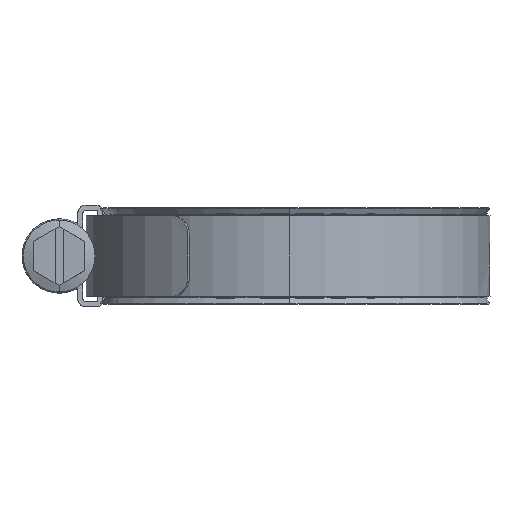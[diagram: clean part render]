
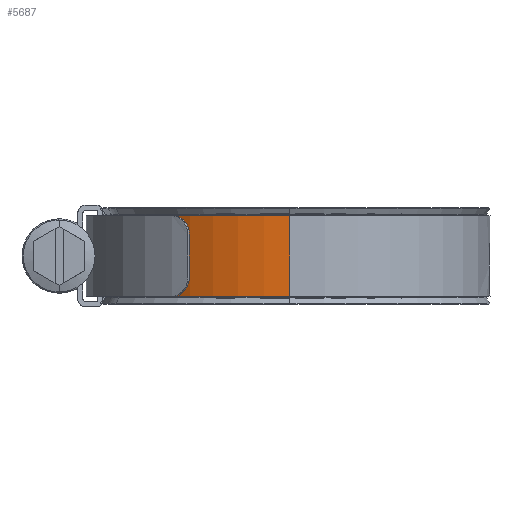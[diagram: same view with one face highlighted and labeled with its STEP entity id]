
A CAD part, left-side view. The second image highlights one B-rep face of the part: STEP entity #5687.
In plain terms, the highlighted cylindrical face has radius 31.53 mm (diameter 63.06 mm), a partial arc.
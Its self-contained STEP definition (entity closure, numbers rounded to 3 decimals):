
#172 = CARTESIAN_POINT ( 'NONE',  ( -31.53, 0., 6.35 ) ) ;
#223 = EDGE_CURVE ( 'NONE', #691, #529, #5577, .T. ) ;
#257 = DIRECTION ( 'NONE',  ( 0., 0., 1. ) ) ;
#365 = CARTESIAN_POINT ( 'NONE',  ( 0., 0., 6.35 ) ) ;
#529 = VERTEX_POINT ( 'NONE', #9584 ) ;
#644 = VERTEX_POINT ( 'NONE', #8682 ) ;
#691 = VERTEX_POINT ( 'NONE', #172 ) ;
#1006 = DIRECTION ( 'NONE',  ( 0., 0., -1. ) ) ;
#1980 = EDGE_CURVE ( 'NONE', #3538, #691, #4244, .T. ) ;
#2472 = FACE_OUTER_BOUND ( 'NONE', #3652, .T. ) ;
#2974 = ORIENTED_EDGE ( 'NONE', *, *, #223, .F. ) ;
#3538 = VERTEX_POINT ( 'NONE', #5906 ) ;
#3652 = EDGE_LOOP ( 'NONE', ( #2974, #12865, #11583, #7756 ) ) ;
#3661 = DIRECTION ( 'NONE',  ( 0., 0., 1. ) ) ;
#4244 = CIRCLE ( 'NONE', #7129, 31.53 ) ;
#5164 = EDGE_CURVE ( 'NONE', #3538, #644, #12854, .T. ) ;
#5237 = EDGE_CURVE ( 'NONE', #644, #529, #12918, .T. ) ;
#5577 = LINE ( 'NONE', #7867, #12340 ) ;
#5675 = CYLINDRICAL_SURFACE ( 'NONE', #10023, 31.53 ) ;
#5687 = ADVANCED_FACE ( 'NONE', ( #2472 ), #5675, .T. ) ;
#5906 = CARTESIAN_POINT ( 'NONE',  ( 0., 31.53, 6.35 ) ) ;
#6023 = VECTOR ( 'NONE', #13744, 1000. ) ;
#6686 = DIRECTION ( 'NONE',  ( 0., 0., -1. ) ) ;
#7129 = AXIS2_PLACEMENT_3D ( 'NONE', #9809, #257, #12040 ) ;
#7756 = ORIENTED_EDGE ( 'NONE', *, *, #5237, .T. ) ;
#7757 = CARTESIAN_POINT ( 'NONE',  ( 0., 0., -6.35 ) ) ;
#7839 = DIRECTION ( 'NONE',  ( -1., 0., 0. ) ) ;
#7867 = CARTESIAN_POINT ( 'NONE',  ( -31.53, 0., 6.35 ) ) ;
#8584 = CARTESIAN_POINT ( 'NONE',  ( 0., 31.53, 6.35 ) ) ;
#8682 = CARTESIAN_POINT ( 'NONE',  ( 0., 31.53, -6.35 ) ) ;
#9584 = CARTESIAN_POINT ( 'NONE',  ( -31.53, 0., -6.35 ) ) ;
#9809 = CARTESIAN_POINT ( 'NONE',  ( 0., 0., 6.35 ) ) ;
#9845 = DIRECTION ( 'NONE',  ( 1., 0., 0. ) ) ;
#10006 = AXIS2_PLACEMENT_3D ( 'NONE', #7757, #3661, #9845 ) ;
#10023 = AXIS2_PLACEMENT_3D ( 'NONE', #365, #1006, #7839 ) ;
#11583 = ORIENTED_EDGE ( 'NONE', *, *, #5164, .T. ) ;
#12040 = DIRECTION ( 'NONE',  ( 1., 0., 0. ) ) ;
#12340 = VECTOR ( 'NONE', #6686, 1000. ) ;
#12854 = LINE ( 'NONE', #8584, #6023 ) ;
#12865 = ORIENTED_EDGE ( 'NONE', *, *, #1980, .F. ) ;
#12918 = CIRCLE ( 'NONE', #10006, 31.53 ) ;
#13744 = DIRECTION ( 'NONE',  ( 0., 0., -1. ) ) ;
